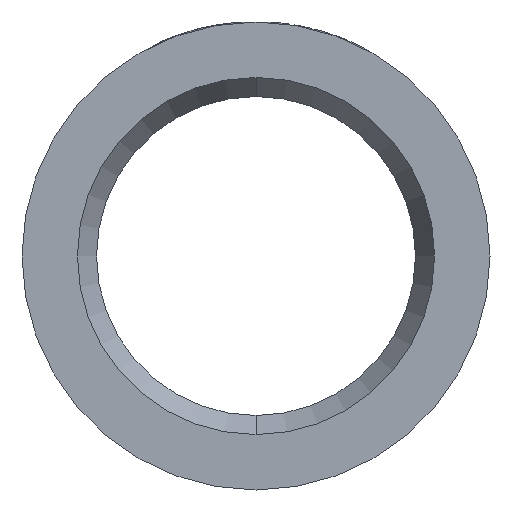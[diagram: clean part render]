
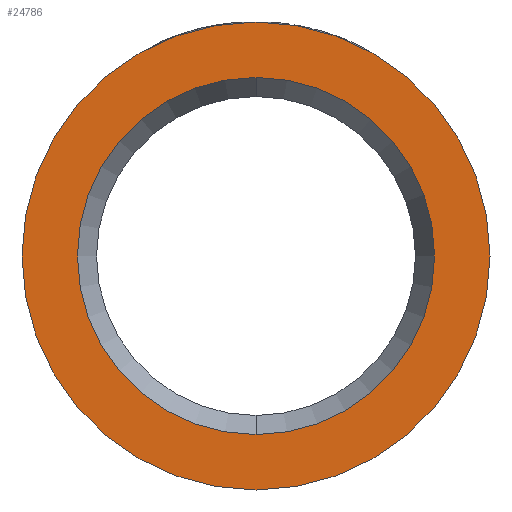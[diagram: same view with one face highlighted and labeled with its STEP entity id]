
A CAD part, front view. The second image highlights one B-rep face of the part: STEP entity #24786.
In plain terms, the highlighted planar face has unit normal (0, -1, 0).
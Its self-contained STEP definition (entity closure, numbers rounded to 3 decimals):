
#4842 = CARTESIAN_POINT ( 'NONE',  ( 0., 0., 0. ) ) ;
#4843 = DIRECTION ( 'NONE',  ( 0., -1., 0. ) ) ;
#4844 = DIRECTION ( 'NONE',  ( 0., 0., -1. ) ) ;
#5986 = CARTESIAN_POINT ( 'NONE',  ( 0., 0., 135. ) ) ;
#6021 = CARTESIAN_POINT ( 'NONE',  ( 0., 0., -135. ) ) ;
#6063 = CARTESIAN_POINT ( 'NONE',  ( 0., 0., -103. ) ) ;
#6066 = CARTESIAN_POINT ( 'NONE',  ( 0., 0., 103. ) ) ;
#6553 = DIRECTION ( 'NONE',  ( 0., 0., -1. ) ) ;
#6554 = DIRECTION ( 'NONE',  ( 0., -1., 0. ) ) ;
#6555 = CARTESIAN_POINT ( 'NONE',  ( 0., 0., 0. ) ) ;
#8906 = CARTESIAN_POINT ( 'NONE',  ( 0., 0., 0. ) ) ;
#8907 = DIRECTION ( 'NONE',  ( 0., -1., 0. ) ) ;
#8908 = DIRECTION ( 'NONE',  ( 0., 0., -1. ) ) ;
#8932 = CARTESIAN_POINT ( 'NONE',  ( 0., 0., 0. ) ) ;
#8933 = DIRECTION ( 'NONE',  ( 0., -1., 0. ) ) ;
#8934 = DIRECTION ( 'NONE',  ( 0., 0., -1. ) ) ;
#14593 = AXIS2_PLACEMENT_3D ( 'NONE', #31492, #31497, #31498 ) ;
#19546 = EDGE_CURVE ( 'NONE', #27050, #27053, #25073, .T. ) ;
#23960 = ORIENTED_EDGE ( 'NONE', *, *, #24172, .T. ) ;
#23963 = ORIENTED_EDGE ( 'NONE', *, *, #24219, .F. ) ;
#23966 = ORIENTED_EDGE ( 'NONE', *, *, #19546, .F. ) ;
#23972 = ORIENTED_EDGE ( 'NONE', *, *, #24164, .T. ) ;
#24164 = EDGE_CURVE ( 'NONE', #27007, #27008, #25211, .T. ) ;
#24172 = EDGE_CURVE ( 'NONE', #27008, #27007, #25221, .T. ) ;
#24219 = EDGE_CURVE ( 'NONE', #27053, #27050, #25251, .T. ) ;
#24786 = ADVANCED_FACE ( 'NONE', ( #25588, #25605 ), #31495, .F. ) ;
#25073 = CIRCLE ( 'NONE', #27344, 103. ) ;
#25211 = CIRCLE ( 'NONE', #27407, 135. ) ;
#25221 = CIRCLE ( 'NONE', #27414, 135. ) ;
#25251 = CIRCLE ( 'NONE', #27426, 103. ) ;
#25588 = FACE_BOUND ( 'NONE', #29671, .T. ) ;
#25605 = FACE_OUTER_BOUND ( 'NONE', #26476, .T. ) ;
#26476 = EDGE_LOOP ( 'NONE', ( #23960, #23972 ) ) ;
#27007 = VERTEX_POINT ( 'NONE', #5986 ) ;
#27008 = VERTEX_POINT ( 'NONE', #6021 ) ;
#27050 = VERTEX_POINT ( 'NONE', #6063 ) ;
#27053 = VERTEX_POINT ( 'NONE', #6066 ) ;
#27344 = AXIS2_PLACEMENT_3D ( 'NONE', #6555, #6554, #6553 ) ;
#27407 = AXIS2_PLACEMENT_3D ( 'NONE', #8906, #8907, #8908 ) ;
#27414 = AXIS2_PLACEMENT_3D ( 'NONE', #8932, #8933, #8934 ) ;
#27426 = AXIS2_PLACEMENT_3D ( 'NONE', #4842, #4843, #4844 ) ;
#29671 = EDGE_LOOP ( 'NONE', ( #23966, #23963 ) ) ;
#31492 = CARTESIAN_POINT ( 'NONE',  ( -103., 0., 0. ) ) ;
#31495 = PLANE ( 'NONE',  #14593 ) ;
#31497 = DIRECTION ( 'NONE',  ( 0., 1., 0. ) ) ;
#31498 = DIRECTION ( 'NONE',  ( 0., 0., 1. ) ) ;
